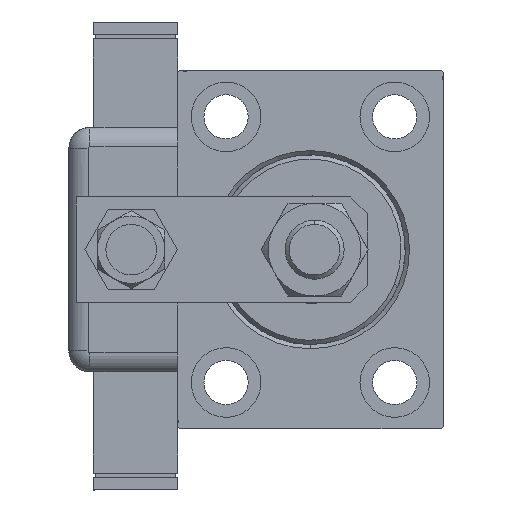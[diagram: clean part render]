
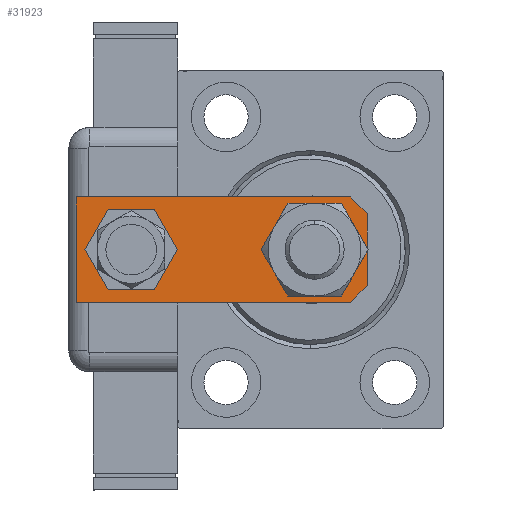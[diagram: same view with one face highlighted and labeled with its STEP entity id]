
A CAD part, left-side view. The second image highlights one B-rep face of the part: STEP entity #31923.
In plain terms, the highlighted face is planar.
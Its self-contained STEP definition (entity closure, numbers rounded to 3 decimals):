
#977 = EDGE_CURVE ( 'NONE', #46996, #31437, #11665, .T. ) ;
#981 = DIRECTION ( 'NONE',  ( 0., 0., 1. ) ) ;
#1002 = CARTESIAN_POINT ( 'NONE',  ( 12.5, 4., 0. ) ) ;
#1247 = CIRCLE ( 'NONE', #27036, 7. ) ;
#2482 = AXIS2_PLACEMENT_3D ( 'NONE', #59113, #59417, #16581 ) ;
#2640 = FACE_OUTER_BOUND ( 'NONE', #45263, .T. ) ;
#5637 = DIRECTION ( 'NONE',  ( 1., 0., 0. ) ) ;
#5727 = AXIS2_PLACEMENT_3D ( 'NONE', #19891, #981, #5637 ) ;
#5745 = DIRECTION ( 'NONE',  ( -1., 0., 0. ) ) ;
#5846 = ORIENTED_EDGE ( 'NONE', *, *, #7364, .F. ) ;
#6387 = EDGE_CURVE ( 'NONE', #48243, #54031, #50353, .T. ) ;
#7028 = DIRECTION ( 'NONE',  ( 0., 0., 1. ) ) ;
#7364 = EDGE_CURVE ( 'NONE', #35573, #26333, #40709, .T. ) ;
#7975 = CARTESIAN_POINT ( 'NONE',  ( -12.5, 69., 0. ) ) ;
#9942 = CARTESIAN_POINT ( 'NONE',  ( 0., 56., 0. ) ) ;
#10389 = CARTESIAN_POINT ( 'NONE',  ( 12.5, 69., 0. ) ) ;
#11665 = LINE ( 'NONE', #11967, #20838 ) ;
#11860 = VECTOR ( 'NONE', #55379, 1000. ) ;
#11967 = CARTESIAN_POINT ( 'NONE',  ( 12.5, 0., 0. ) ) ;
#12543 = PLANE ( 'NONE',  #2482 ) ;
#14378 = ORIENTED_EDGE ( 'NONE', *, *, #16467, .T. ) ;
#14473 = EDGE_CURVE ( 'NONE', #46996, #26333, #43524, .T. ) ;
#15006 = AXIS2_PLACEMENT_3D ( 'NONE', #36220, #7028, #54208 ) ;
#15831 = ORIENTED_EDGE ( 'NONE', *, *, #14473, .T. ) ;
#15869 = DIRECTION ( 'NONE',  ( 1., 0., 0. ) ) ;
#16467 = EDGE_CURVE ( 'NONE', #35573, #36097, #26233, .T. ) ;
#16581 = DIRECTION ( 'NONE',  ( 1., 0., 0. ) ) ;
#17098 = DIRECTION ( 'NONE',  ( 1., 0., 0. ) ) ;
#17820 = CARTESIAN_POINT ( 'NONE',  ( -8.5, 0., 0. ) ) ;
#18433 = EDGE_LOOP ( 'NONE', ( #39816, #33585 ) ) ;
#18819 = LINE ( 'NONE', #39548, #35564 ) ;
#19891 = CARTESIAN_POINT ( 'NONE',  ( 0., 56., 0. ) ) ;
#20464 = EDGE_CURVE ( 'NONE', #44943, #29329, #60624, .T. ) ;
#20727 = VECTOR ( 'NONE', #57793, 1000. ) ;
#20838 = VECTOR ( 'NONE', #30629, 1000. ) ;
#21248 = FACE_BOUND ( 'NONE', #29276, .T. ) ;
#21444 = CARTESIAN_POINT ( 'NONE',  ( 0., 12.5, 0. ) ) ;
#25149 = CARTESIAN_POINT ( 'NONE',  ( 7., 12.5, 0. ) ) ;
#26233 = LINE ( 'NONE', #17820, #11860 ) ;
#26333 = VERTEX_POINT ( 'NONE', #27469 ) ;
#26722 = EDGE_CURVE ( 'NONE', #54031, #48243, #1247, .T. ) ;
#27036 = AXIS2_PLACEMENT_3D ( 'NONE', #9942, #34503, #52180 ) ;
#27469 = CARTESIAN_POINT ( 'NONE',  ( 8.5, 0., 0. ) ) ;
#29276 = EDGE_LOOP ( 'NONE', ( #41758, #38575 ) ) ;
#29296 = VECTOR ( 'NONE', #5745, 1000. ) ;
#29329 = VERTEX_POINT ( 'NONE', #42515 ) ;
#30629 = DIRECTION ( 'NONE',  ( 0., 1., 0. ) ) ;
#31437 = VERTEX_POINT ( 'NONE', #55137 ) ;
#31923 = ADVANCED_FACE ( 'NONE', ( #2640, #41123, #21248 ), #12543, .F. ) ;
#32528 = DIRECTION ( 'NONE',  ( 0., -1., 0. ) ) ;
#33053 = ORIENTED_EDGE ( 'NONE', *, *, #58100, .F. ) ;
#33585 = ORIENTED_EDGE ( 'NONE', *, *, #6387, .T. ) ;
#34503 = DIRECTION ( 'NONE',  ( 0., 0., 1. ) ) ;
#35564 = VECTOR ( 'NONE', #32528, 1000. ) ;
#35573 = VERTEX_POINT ( 'NONE', #60202 ) ;
#36055 = EDGE_CURVE ( 'NONE', #47117, #36097, #18819, .T. ) ;
#36097 = VERTEX_POINT ( 'NONE', #37480 ) ;
#36220 = CARTESIAN_POINT ( 'NONE',  ( 0., 12.5, 0. ) ) ;
#37480 = CARTESIAN_POINT ( 'NONE',  ( -12.5, 4., 0. ) ) ;
#38575 = ORIENTED_EDGE ( 'NONE', *, *, #20464, .T. ) ;
#39053 = EDGE_CURVE ( 'NONE', #29329, #44943, #51497, .T. ) ;
#39548 = CARTESIAN_POINT ( 'NONE',  ( -12.5, 69., 0. ) ) ;
#39816 = ORIENTED_EDGE ( 'NONE', *, *, #26722, .T. ) ;
#40709 = LINE ( 'NONE', #56183, #57282 ) ;
#41123 = FACE_BOUND ( 'NONE', #18433, .T. ) ;
#41156 = CARTESIAN_POINT ( 'NONE',  ( -7., 56., 0. ) ) ;
#41558 = LINE ( 'NONE', #10389, #29296 ) ;
#41758 = ORIENTED_EDGE ( 'NONE', *, *, #39053, .T. ) ;
#42515 = CARTESIAN_POINT ( 'NONE',  ( -7., 12.5, 0. ) ) ;
#43524 = LINE ( 'NONE', #1002, #20727 ) ;
#44943 = VERTEX_POINT ( 'NONE', #25149 ) ;
#45263 = EDGE_LOOP ( 'NONE', ( #5846, #14378, #58736, #33053, #60814, #15831 ) ) ;
#46996 = VERTEX_POINT ( 'NONE', #49899 ) ;
#47117 = VERTEX_POINT ( 'NONE', #7975 ) ;
#48115 = CARTESIAN_POINT ( 'NONE',  ( 7., 56., 0. ) ) ;
#48243 = VERTEX_POINT ( 'NONE', #48115 ) ;
#49899 = CARTESIAN_POINT ( 'NONE',  ( 12.5, 4., 0. ) ) ;
#50353 = CIRCLE ( 'NONE', #5727, 7. ) ;
#51497 = CIRCLE ( 'NONE', #59369, 7. ) ;
#52180 = DIRECTION ( 'NONE',  ( 1., 0., 0. ) ) ;
#54031 = VERTEX_POINT ( 'NONE', #41156 ) ;
#54208 = DIRECTION ( 'NONE',  ( 1., 0., 0. ) ) ;
#55137 = CARTESIAN_POINT ( 'NONE',  ( 12.5, 69., 0. ) ) ;
#55379 = DIRECTION ( 'NONE',  ( -0.707, 0.707, 0. ) ) ;
#56183 = CARTESIAN_POINT ( 'NONE',  ( -12.5, 0., 0. ) ) ;
#57282 = VECTOR ( 'NONE', #17098, 1000. ) ;
#57793 = DIRECTION ( 'NONE',  ( -0.707, -0.707, 0. ) ) ;
#58100 = EDGE_CURVE ( 'NONE', #31437, #47117, #41558, .T. ) ;
#58396 = DIRECTION ( 'NONE',  ( 0., 0., 1. ) ) ;
#58736 = ORIENTED_EDGE ( 'NONE', *, *, #36055, .F. ) ;
#59113 = CARTESIAN_POINT ( 'NONE',  ( 0., 0., 0. ) ) ;
#59369 = AXIS2_PLACEMENT_3D ( 'NONE', #21444, #58396, #15869 ) ;
#59417 = DIRECTION ( 'NONE',  ( 0., 0., 1. ) ) ;
#60202 = CARTESIAN_POINT ( 'NONE',  ( -8.5, 0., 0. ) ) ;
#60624 = CIRCLE ( 'NONE', #15006, 7. ) ;
#60814 = ORIENTED_EDGE ( 'NONE', *, *, #977, .F. ) ;
